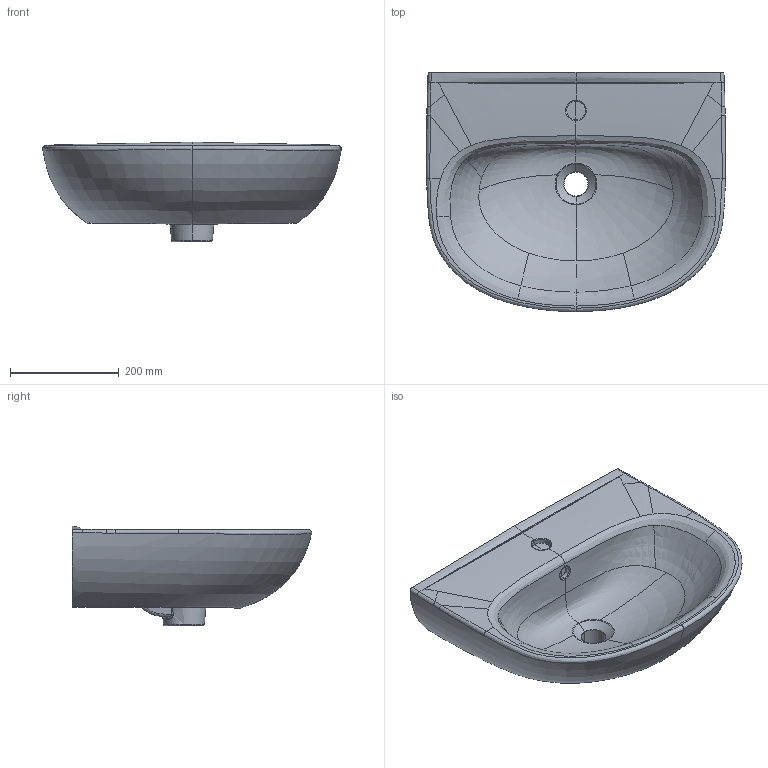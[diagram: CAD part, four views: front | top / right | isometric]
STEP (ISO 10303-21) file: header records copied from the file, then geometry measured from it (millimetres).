
FILE_DESCRIPTION(/* description */ (''),/* implementation_level */ '2;1');
FILE_NAME(/* name */ '4A4055.stp',/* time_stamp */ '2022-04-13T14:01:05+02:00',/* author */ (''),/* organization */ (''),/* preprocessor_version */ 'ST-DEVELOPER v18.1',/* originating_system */ 'SIEMENS PLM Software NX 1973',/* authorisation */ '');
FILE_SCHEMA (('AUTOMOTIVE_DESIGN { 1 0 10303 214 3 1 1 1 }'));
Length unit declared in the file: millimetre
Products named in the file (1): Conz268836689i18
Bounding box: 549.33 x 439.67 x 182.95 mm (x, y, z)
Volume: 12698698.5 mm3; surface area: 691993 mm2
Topology: 1 solids, 1 shells, 163 faces, 415 edges, 236 vertices
Faces by surface type: bspline 130, extrusion 14, plane 9, sphere 6, cylinder 4
Entity records: 29221 total; most frequent: CARTESIAN_POINT 26584, ORIENTED_EDGE 794, EDGE_CURVE 397, B_SPLINE_CURVE_WITH_KNOTS 315, VERTEX_POINT 236, EDGE_LOOP 165, ADVANCED_FACE 163, FACE_OUTER_BOUND 161
